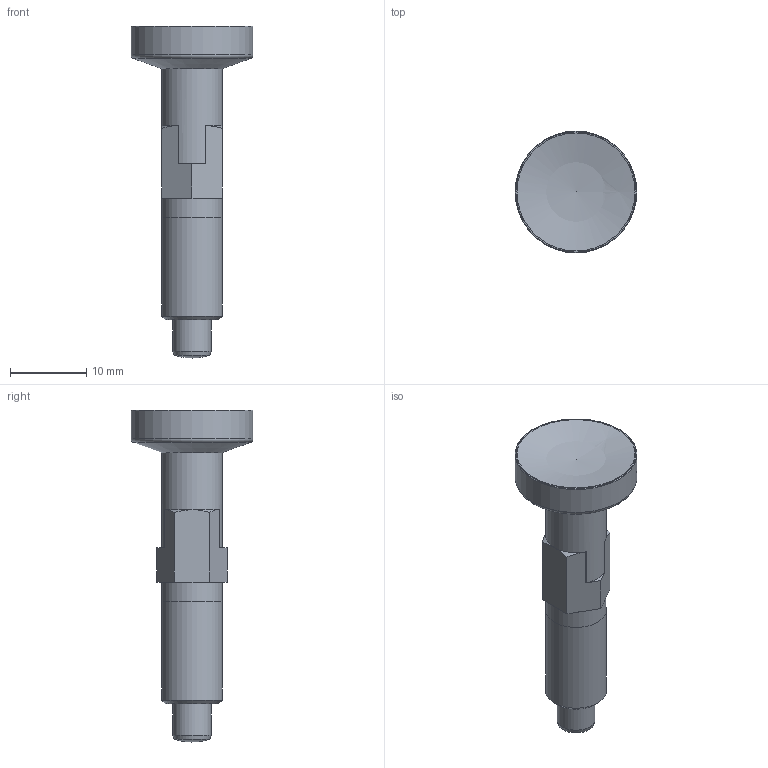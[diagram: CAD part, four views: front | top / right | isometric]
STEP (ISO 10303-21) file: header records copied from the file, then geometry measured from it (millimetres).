
FILE_DESCRIPTION( ( 'Unknown' ), '1' );
FILE_NAME( '7747075_PSAX_16.stp', 'Unknown', ( 'Unknown' ), ( 'Unknown' ), 'PSStep 14.0', 'Unknown', ' ' );
FILE_SCHEMA( ( 'AUTOMOTIVE_DESIGN { 1 0 10303 214 1 1 1 1 }' ) );
Length unit declared in the file: millimetre
Products named in the file (1): PSA16_stampato
Bounding box: 16 x 16 x 43.6 mm (x, y, z)
Volume: 2637.9 mm3; surface area: 1624.3 mm2
Topology: 1 solids, 2 shells, 46 faces, 106 edges, 64 vertices
Faces by surface type: plane 24, cone 11, cylinder 7, torus 2, sphere 2
Full cylindrical faces by diameter (mm): 5 x1, 8 x3, 16 x1
Entity records: 1596 total; most frequent: CARTESIAN_POINT 257, DIRECTION 200, ORIENTED_EDGE 180, EDGE_CURVE 90, AXIS2_PLACEMENT_3D 79, VERTEX_POINT 60, EDGE_LOOP 58, FACE_OUTER_BOUND 53
